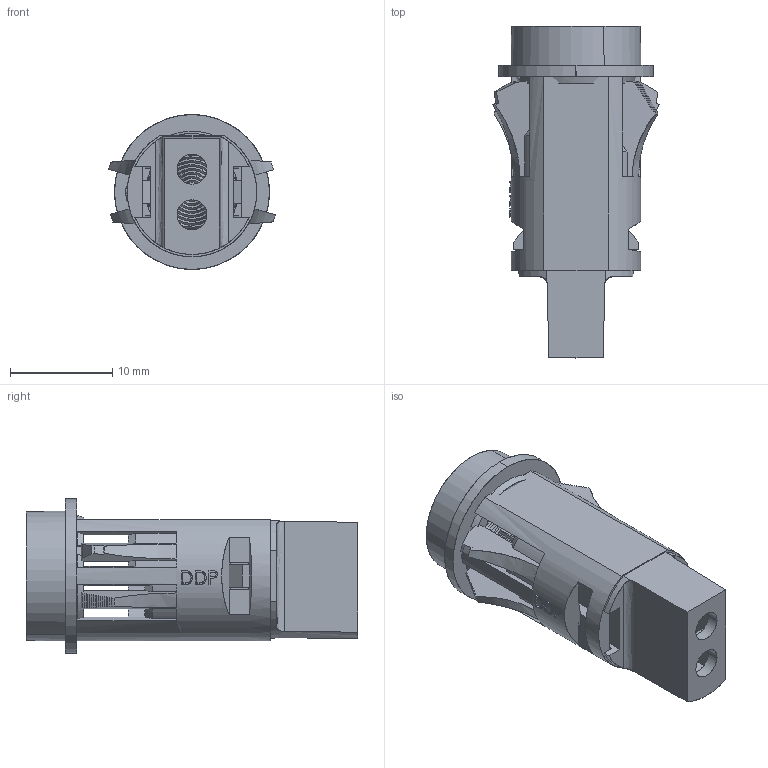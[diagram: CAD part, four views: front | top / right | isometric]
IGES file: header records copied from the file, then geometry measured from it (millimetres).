
Start section: SolidWorks IGES file using analytic representation for surfaces
Global section: file name: P84W_Series.IGS; native system: SolidWorks 2018; preprocessor: SolidWorks 2018; author: tstoltenburg; date: 190215.154413; units: foot
Bounding box: 16.28 x 32.38 x 15.11 mm (x, y, z)
Surface area: 3331.2 mm2 (no closed solid volume)
Topology: 0 solids, 0 shells, 531 faces, 3866 edges, 3866 vertices
Faces by surface type: bspline 336, revolution 195
